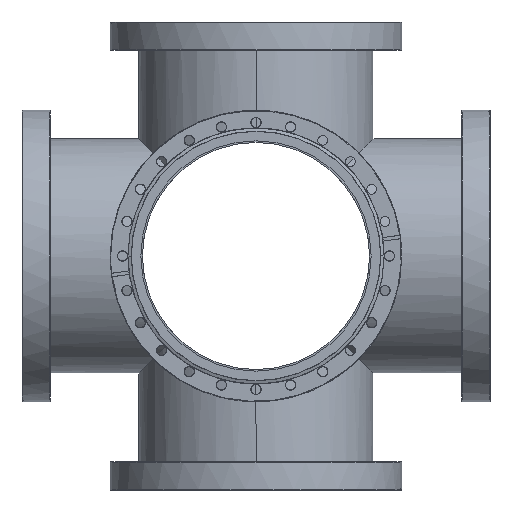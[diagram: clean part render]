
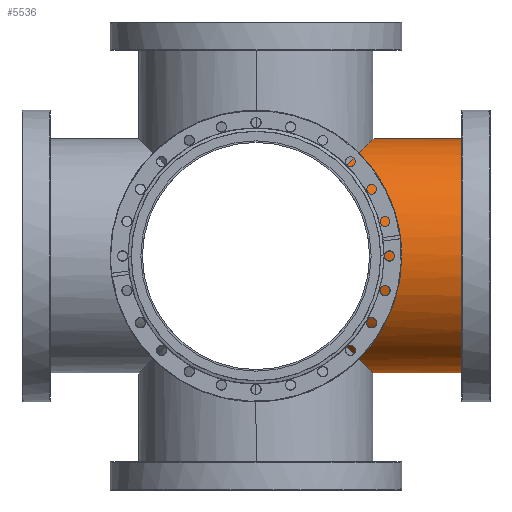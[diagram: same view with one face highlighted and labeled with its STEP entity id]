
A CAD part, left-side view. The second image highlights one B-rep face of the part: STEP entity #5536.
In plain terms, the highlighted cylindrical face has radius 101.6 mm (diameter 203.2 mm), a partial arc.
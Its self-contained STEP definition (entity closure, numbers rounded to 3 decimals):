
#30 = CARTESIAN_POINT ( 'NONE',  ( -71.842, -71.842, -71.842 ) ) ;
#220 = EDGE_CURVE ( 'NONE', #2596, #222, #2451, .T. ) ;
#222 = VERTEX_POINT ( 'NONE', #4884 ) ;
#271 = CARTESIAN_POINT ( 'NONE',  ( 0., -101.6, 101.6 ) ) ;
#282 = DIRECTION ( 'NONE',  ( 0., -1., 0. ) ) ;
#467 = CARTESIAN_POINT ( 'NONE',  ( 0., -101.6, -101.6 ) ) ;
#501 = FACE_OUTER_BOUND ( 'NONE', #3258, .T. ) ;
#720 = AXIS2_PLACEMENT_3D ( 'NONE', #3288, #4354, #1106 ) ;
#813 = CARTESIAN_POINT ( 'NONE',  ( -52.534, -91.15, -91.15 ) ) ;
#1106 = DIRECTION ( 'NONE',  ( 0., 0., -1. ) ) ;
#1188 = ORIENTED_EDGE ( 'NONE', *, *, #220, .F. ) ;
#1270 = ORIENTED_EDGE ( 'NONE', *, *, #4908, .T. ) ;
#1530 = EDGE_CURVE ( 'NONE', #4100, #4351, #2428, .T. ) ;
#1647 = VECTOR ( 'NONE', #282, 1000. ) ;
#1814 = ORIENTED_EDGE ( 'NONE', *, *, #1530, .F. ) ;
#2083 = EDGE_CURVE ( 'NONE', #222, #4100, #2874, .T. ) ;
#2144 =( BOUNDED_CURVE ( )  B_SPLINE_CURVE ( 3, ( #2434, #2981, #813, #4598 ),
 .UNSPECIFIED., .F., .F. ) 
 B_SPLINE_CURVE_WITH_KNOTS ( ( 4, 4 ),
 ( 0., 0.785 ),
 .UNSPECIFIED. ) 
 CURVE ( )  GEOMETRIC_REPRESENTATION_ITEM ( )  RATIONAL_B_SPLINE_CURVE ( ( 1., 0.949, 0.949, 1. ) ) 
 REPRESENTATION_ITEM ( '' )  );
#2410 = VERTEX_POINT ( 'NONE', #467 ) ;
#2428 = LINE ( 'NONE', #5159, #5286 ) ;
#2434 = CARTESIAN_POINT ( 'NONE',  ( 0., -101.6, -101.6 ) ) ;
#2451 =( BOUNDED_CURVE ( )  B_SPLINE_CURVE ( 3, ( #4570, #4368, #4705, #4752 ),
 .UNSPECIFIED., .F., .F. ) 
 B_SPLINE_CURVE_WITH_KNOTS ( ( 4, 4 ),
 ( 5.498, 7.069 ),
 .UNSPECIFIED. ) 
 CURVE ( )  GEOMETRIC_REPRESENTATION_ITEM ( )  RATIONAL_B_SPLINE_CURVE ( ( 1., 0.805, 0.805, 1. ) ) 
 REPRESENTATION_ITEM ( '' )  );
#2459 = CIRCLE ( 'NONE', #6788, 101.6 ) ;
#2596 = VERTEX_POINT ( 'NONE', #30 ) ;
#2874 =( BOUNDED_CURVE ( )  B_SPLINE_CURVE ( 3, ( #3473, #6165, #3498, #271 ),
 .UNSPECIFIED., .F., .T. ) 
 B_SPLINE_CURVE_WITH_KNOTS ( ( 4, 4 ),
 ( 5.498, 6.283 ),
 .UNSPECIFIED. ) 
 CURVE ( )  GEOMETRIC_REPRESENTATION_ITEM ( )  RATIONAL_B_SPLINE_CURVE ( ( 1., 0.949, 0.949, 1. ) ) 
 REPRESENTATION_ITEM ( '' )  );
#2981 = CARTESIAN_POINT ( 'NONE',  ( -27.306, -101.6, -101.6 ) ) ;
#3060 = ORIENTED_EDGE ( 'NONE', *, *, #3617, .F. ) ;
#3061 = CARTESIAN_POINT ( 'NONE',  ( 0., -190.5, 0. ) ) ;
#3258 = EDGE_LOOP ( 'NONE', ( #1814, #4264, #1188, #3060, #3844, #1270 ) ) ;
#3288 = CARTESIAN_POINT ( 'NONE',  ( 0., 190.5, 0. ) ) ;
#3334 = VERTEX_POINT ( 'NONE', #6490 ) ;
#3431 = LINE ( 'NONE', #4051, #1647 ) ;
#3473 = CARTESIAN_POINT ( 'NONE',  ( -71.842, -71.842, 71.842 ) ) ;
#3498 = CARTESIAN_POINT ( 'NONE',  ( -27.306, -101.6, 101.6 ) ) ;
#3594 = DIRECTION ( 'NONE',  ( 0., 0., 1. ) ) ;
#3617 = EDGE_CURVE ( 'NONE', #2410, #2596, #2144, .T. ) ;
#3844 = ORIENTED_EDGE ( 'NONE', *, *, #6143, .T. ) ;
#4051 = CARTESIAN_POINT ( 'NONE',  ( 0., 190.5, -101.6 ) ) ;
#4100 = VERTEX_POINT ( 'NONE', #5765 ) ;
#4264 = ORIENTED_EDGE ( 'NONE', *, *, #2083, .F. ) ;
#4351 = VERTEX_POINT ( 'NONE', #4498 ) ;
#4354 = DIRECTION ( 'NONE',  ( 0., -1., 0. ) ) ;
#4368 = CARTESIAN_POINT ( 'NONE',  ( -113.926, -113.926, -29.758 ) ) ;
#4498 = CARTESIAN_POINT ( 'NONE',  ( 0., -190.5, 101.6 ) ) ;
#4570 = CARTESIAN_POINT ( 'NONE',  ( -71.842, -71.842, -71.842 ) ) ;
#4598 = CARTESIAN_POINT ( 'NONE',  ( -71.842, -71.842, -71.842 ) ) ;
#4625 = DIRECTION ( 'NONE',  ( 0., -1., 0. ) ) ;
#4632 = CYLINDRICAL_SURFACE ( 'NONE', #720, 101.6 ) ;
#4705 = CARTESIAN_POINT ( 'NONE',  ( -113.926, -113.926, 29.758 ) ) ;
#4752 = CARTESIAN_POINT ( 'NONE',  ( -71.842, -71.842, 71.842 ) ) ;
#4884 = CARTESIAN_POINT ( 'NONE',  ( -71.842, -71.842, 71.842 ) ) ;
#4908 = EDGE_CURVE ( 'NONE', #3334, #4351, #2459, .T. ) ;
#5159 = CARTESIAN_POINT ( 'NONE',  ( 0., 190.5, 101.6 ) ) ;
#5286 = VECTOR ( 'NONE', #4625, 1000. ) ;
#5536 = ADVANCED_FACE ( 'NONE', ( #501 ), #4632, .T. ) ;
#5765 = CARTESIAN_POINT ( 'NONE',  ( 0., -101.6, 101.6 ) ) ;
#6143 = EDGE_CURVE ( 'NONE', #2410, #3334, #3431, .T. ) ;
#6165 = CARTESIAN_POINT ( 'NONE',  ( -52.534, -91.15, 91.15 ) ) ;
#6490 = CARTESIAN_POINT ( 'NONE',  ( 0., -190.5, -101.6 ) ) ;
#6788 = AXIS2_PLACEMENT_3D ( 'NONE', #3061, #6799, #3594 ) ;
#6799 = DIRECTION ( 'NONE',  ( 0., 1., 0. ) ) ;
